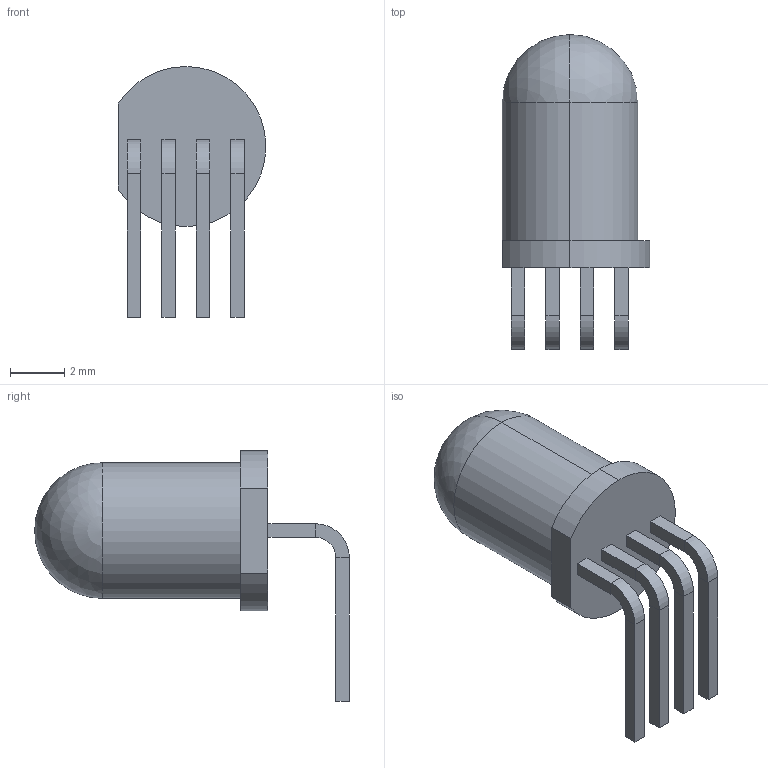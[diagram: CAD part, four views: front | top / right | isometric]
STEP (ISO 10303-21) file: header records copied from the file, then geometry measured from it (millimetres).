
FILE_DESCRIPTION (( 'STEP AP214' ), '1' );
FILE_NAME ('WP154A4SEJ3VBDZGW-CA KINGBRIGHT T-1 3-4 (5mm) FULL COLOR LED LAMP.STEP', '2022-12-29T20:49:00', ( '' ), ( '' ), 'SwSTEP 2.0', 'SolidWorks 2022', '' );
FILE_SCHEMA (( 'AUTOMOTIVE_DESIGN' ));
Length unit declared in the file: millimetre
Products named in the file (1): WP154A4SEJ3VBDZGW-CA KINGBRIGHT T-1 3-4 (5mm) FULL COLOR LED LAMP
Bounding box: 5.45 x 11.6 x 9.25 mm (x, y, z)
Volume: 167.9 mm3; surface area: 241.8 mm2
Topology: 5 solids, 5 shells, 66 faces, 138 edges, 80 vertices
Faces by surface type: plane 51, cylinder 13, sphere 2
Entity records: 1745 total; most frequent: DIRECTION 297, CARTESIAN_POINT 279, ORIENTED_EDGE 268, EDGE_CURVE 134, LINE 105, VECTOR 105, AXIS2_PLACEMENT_3D 96, VERTEX_POINT 78
